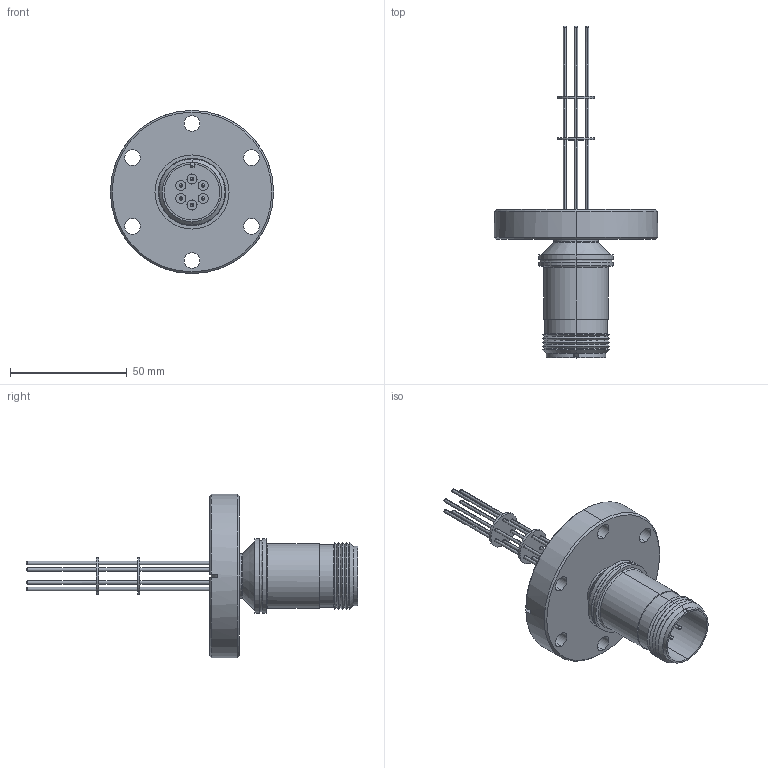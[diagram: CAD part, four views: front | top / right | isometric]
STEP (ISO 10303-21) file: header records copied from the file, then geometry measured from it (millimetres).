
FILE_DESCRIPTION (( 'STEP AP203' ), '1' );
FILE_NAME ('A0193-7-CF.STEP', '2012-11-30T18:48:29', ( '' ), ( '' ), 'SwSTEP 2.0', 'SolidWorks 2012', '' );
FILE_SCHEMA (( 'CONFIG_CONTROL_DESIGN' ));
Length unit declared in the file: inch
Products named in the file (1): A0193-7-CF
Bounding box: 69.85 x 142.11 x 69.85 mm (x, y, z)
Volume: 51055.2 mm3; surface area: 30674.3 mm2
Topology: 1 solids, 1 shells, 263 faces, 609 edges, 394 vertices
Faces by surface type: cylinder 134, plane 66, bspline 32, cone 31
Entity records: 8331 total; most frequent: CARTESIAN_POINT 2072, DIRECTION 1403, ORIENTED_EDGE 1218, EDGE_CURVE 609, AXIS2_PLACEMENT_3D 605, VERTEX_POINT 394, CIRCLE 373, EDGE_LOOP 341
